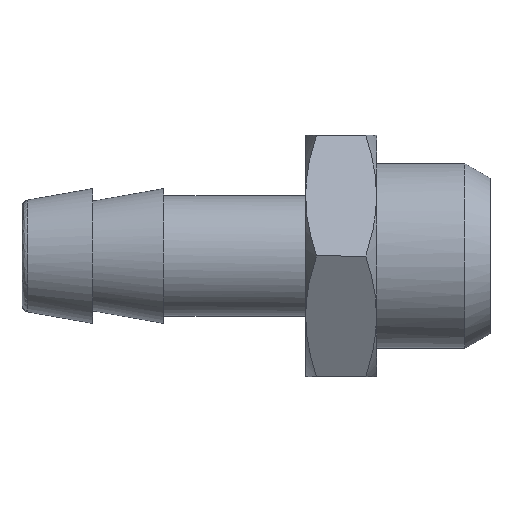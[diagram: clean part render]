
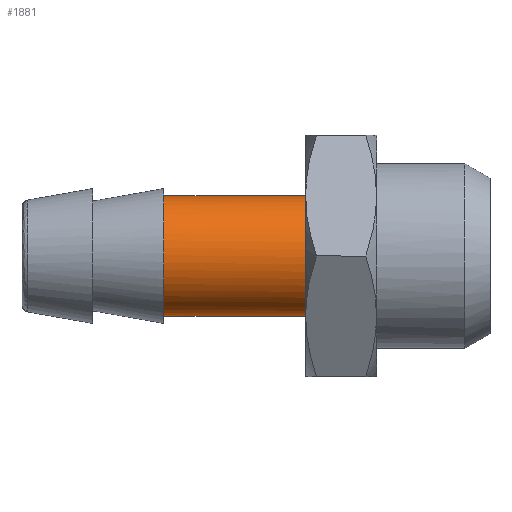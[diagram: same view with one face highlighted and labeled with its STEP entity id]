
A CAD part, left-side view. The second image highlights one B-rep face of the part: STEP entity #1881.
In plain terms, the highlighted free-form (B-spline) face has degree [1, 3] with [2, 4] control points.
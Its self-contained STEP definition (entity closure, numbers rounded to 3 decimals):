
#146 = CARTESIAN_POINT ( 'NONE',  ( -2.611, 13., 3.4 ) ) ;
#213 = CARTESIAN_POINT ( 'NONE',  ( -8.5, 13., -4.25 ) ) ;
#234 = CARTESIAN_POINT ( 'NONE',  ( -2.611, 23., -3.4 ) ) ;
#256 = CARTESIAN_POINT ( 'NONE',  ( -4.25, 23., 0.558 ) ) ;
#308 = CARTESIAN_POINT ( 'NONE',  ( -0.558, 13., -4.25 ) ) ;
#339 = VERTEX_POINT ( 'NONE', #1942 ) ;
#389 = CARTESIAN_POINT ( 'NONE',  ( -3.4, 23., 2.611 ) ) ;
#394 = ORIENTED_EDGE ( 'NONE', *, *, #1701, .F. ) ;
#399 = CARTESIAN_POINT ( 'NONE',  ( -4.14, 23., 1.111 ) ) ;
#509 =( BOUNDED_SURFACE ( )  B_SPLINE_SURFACE ( 1, 3, ( 
 ( #918, #1671, #777, #1831 ),
 ( #1417, #1847, #213, #1123 ) ),
 .UNSPECIFIED., .F., .F., .F. ) 
 B_SPLINE_SURFACE_WITH_KNOTS ( ( 2, 2 ),
 ( 4, 4 ),
 ( 0., 1. ),
 ( 0., 1. ),
 .UNSPECIFIED. ) 
 GEOMETRIC_REPRESENTATION_ITEM ( )  RATIONAL_B_SPLINE_SURFACE ( (
 ( 1., 0.333, 0.333, 1.),
 ( 1., 0.333, 0.333, 1.) ) ) 
 REPRESENTATION_ITEM ( '' )  SURFACE ( )  );
#512 = CARTESIAN_POINT ( 'NONE',  ( 0., 13., -4.25 ) ) ;
#521 = CARTESIAN_POINT ( 'NONE',  ( -1.111, 23., 4.14 ) ) ;
#538 = CARTESIAN_POINT ( 'NONE',  ( -0.558, 23., -4.25 ) ) ;
#592 = CARTESIAN_POINT ( 'NONE',  ( -1.111, 13., -4.14 ) ) ;
#607 = CARTESIAN_POINT ( 'NONE',  ( 0., 13., 4.25 ) ) ;
#667 = CARTESIAN_POINT ( 'NONE',  ( -2.611, 23., 3.4 ) ) ;
#670 = VERTEX_POINT ( 'NONE', #1705 ) ;
#691 = CARTESIAN_POINT ( 'NONE',  ( -3.713, 23., -2.142 ) ) ;
#704 = CARTESIAN_POINT ( 'NONE',  ( -0.558, 13., 4.25 ) ) ;
#746 = CARTESIAN_POINT ( 'NONE',  ( -2.611, 13., -3.4 ) ) ;
#757 = CARTESIAN_POINT ( 'NONE',  ( -4.25, 13., -0.558 ) ) ;
#777 = CARTESIAN_POINT ( 'NONE',  ( -8.5, 23., -4.25 ) ) ;
#822 = ORIENTED_EDGE ( 'NONE', *, *, #1734, .F. ) ;
#830 = CARTESIAN_POINT ( 'NONE',  ( -0.558, 23., 4.25 ) ) ;
#831 = EDGE_CURVE ( 'NONE', #339, #1866, #1599, .T. ) ;
#838 = CARTESIAN_POINT ( 'NONE',  ( 0., 23., 4.25 ) ) ;
#891 = CARTESIAN_POINT ( 'NONE',  ( -3.4, 13., 2.611 ) ) ;
#913 = CARTESIAN_POINT ( 'NONE',  ( -2.142, 13., 3.713 ) ) ;
#918 = CARTESIAN_POINT ( 'NONE',  ( 0., 23., 4.25 ) ) ;
#925 = CARTESIAN_POINT ( 'NONE',  ( 0., 23., 4.25 ) ) ;
#944 = EDGE_CURVE ( 'NONE', #1866, #1483, #1505, .T. ) ;
#952 = ORIENTED_EDGE ( 'NONE', *, *, #831, .F. ) ;
#1002 = CARTESIAN_POINT ( 'NONE',  ( 0., 23., -4.25 ) ) ;
#1023 = CARTESIAN_POINT ( 'NONE',  ( -1.111, 13., 4.14 ) ) ;
#1059 = CARTESIAN_POINT ( 'NONE',  ( -3.713, 13., 2.142 ) ) ;
#1123 = CARTESIAN_POINT ( 'NONE',  ( 0., 13., -4.25 ) ) ;
#1164 = CARTESIAN_POINT ( 'NONE',  ( -2.142, 23., -3.713 ) ) ;
#1201 = CARTESIAN_POINT ( 'NONE',  ( 0., 23., -4.25 ) ) ;
#1213 = CARTESIAN_POINT ( 'NONE',  ( -4.14, 13., 1.111 ) ) ;
#1222 = CARTESIAN_POINT ( 'NONE',  ( 0., 13., -4.25 ) ) ;
#1316 = CARTESIAN_POINT ( 'NONE',  ( -4.14, 23., -1.111 ) ) ;
#1321 = CARTESIAN_POINT ( 'NONE',  ( -3.713, 23., 2.142 ) ) ;
#1351 = CARTESIAN_POINT ( 'NONE',  ( -4.14, 13., -1.111 ) ) ;
#1380 = ORIENTED_EDGE ( 'NONE', *, *, #944, .F. ) ;
#1417 = CARTESIAN_POINT ( 'NONE',  ( 0., 13., 4.25 ) ) ;
#1483 = VERTEX_POINT ( 'NONE', #1919 ) ;
#1505 = B_SPLINE_CURVE_WITH_KNOTS ( 'NONE', 1,
 ( #1514, #607 ),
 .UNSPECIFIED., .F., .F.,
 ( 2, 2 ),
 ( -1., 0. ),
 .UNSPECIFIED. ) ;
#1508 = CARTESIAN_POINT ( 'NONE',  ( -4.25, 13., 0.558 ) ) ;
#1514 = CARTESIAN_POINT ( 'NONE',  ( 0., 23., 4.25 ) ) ;
#1515 = B_SPLINE_CURVE_WITH_KNOTS ( 'NONE', 3,
 ( #1609, #704, #1023, #913, #146, #891, #1059, #1213, #1508, #757, #1351, #1645, #1940, #746, #1784, #592, #308, #1222 ),
 .UNSPECIFIED., .F., .F.,
 ( 4, 2, 2, 2, 2, 2, 2, 2, 4 ),
 ( 0., 0.393, 0.785, 1.178, 1.571, 1.963, 2.356, 2.749, 3.142 ),
 .UNSPECIFIED. ) ;
#1594 = CARTESIAN_POINT ( 'NONE',  ( -3.4, 23., -2.611 ) ) ;
#1599 = B_SPLINE_CURVE_WITH_KNOTS ( 'NONE', 3,
 ( #1002, #538, #1741, #1164, #234, #1594, #691, #1316, #1748, #256, #399, #1321, #389, #667, #1725, #521, #830, #838 ),
 .UNSPECIFIED., .F., .F.,
 ( 4, 2, 2, 2, 2, 2, 2, 2, 4 ),
 ( 0., 0.393, 0.785, 1.178, 1.571, 1.963, 2.356, 2.749, 3.142 ),
 .UNSPECIFIED. ) ;
#1609 = CARTESIAN_POINT ( 'NONE',  ( 0., 13., 4.25 ) ) ;
#1645 = CARTESIAN_POINT ( 'NONE',  ( -3.713, 13., -2.142 ) ) ;
#1671 = CARTESIAN_POINT ( 'NONE',  ( -8.5, 23., 4.25 ) ) ;
#1675 = B_SPLINE_CURVE_WITH_KNOTS ( 'NONE', 1,
 ( #512, #1201 ),
 .UNSPECIFIED., .F., .F.,
 ( 2, 2 ),
 ( -1., 0. ),
 .UNSPECIFIED. ) ;
#1701 = EDGE_CURVE ( 'NONE', #670, #339, #1675, .T. ) ;
#1705 = CARTESIAN_POINT ( 'NONE',  ( 0., 13., -4.25 ) ) ;
#1725 = CARTESIAN_POINT ( 'NONE',  ( -2.142, 23., 3.713 ) ) ;
#1734 = EDGE_CURVE ( 'NONE', #1483, #670, #1515, .T. ) ;
#1741 = CARTESIAN_POINT ( 'NONE',  ( -1.111, 23., -4.14 ) ) ;
#1748 = CARTESIAN_POINT ( 'NONE',  ( -4.25, 23., -0.558 ) ) ;
#1758 = EDGE_LOOP ( 'NONE', ( #952, #394, #822, #1380 ) ) ;
#1784 = CARTESIAN_POINT ( 'NONE',  ( -2.142, 13., -3.713 ) ) ;
#1831 = CARTESIAN_POINT ( 'NONE',  ( 0., 23., -4.25 ) ) ;
#1847 = CARTESIAN_POINT ( 'NONE',  ( -8.5, 13., 4.25 ) ) ;
#1866 = VERTEX_POINT ( 'NONE', #925 ) ;
#1875 = FACE_OUTER_BOUND ( 'NONE', #1758, .T. ) ;
#1881 = ADVANCED_FACE ( 'NONE', ( #1875 ), #509, .F. ) ;
#1919 = CARTESIAN_POINT ( 'NONE',  ( 0., 13., 4.25 ) ) ;
#1940 = CARTESIAN_POINT ( 'NONE',  ( -3.4, 13., -2.611 ) ) ;
#1942 = CARTESIAN_POINT ( 'NONE',  ( 0., 23., -4.25 ) ) ;
